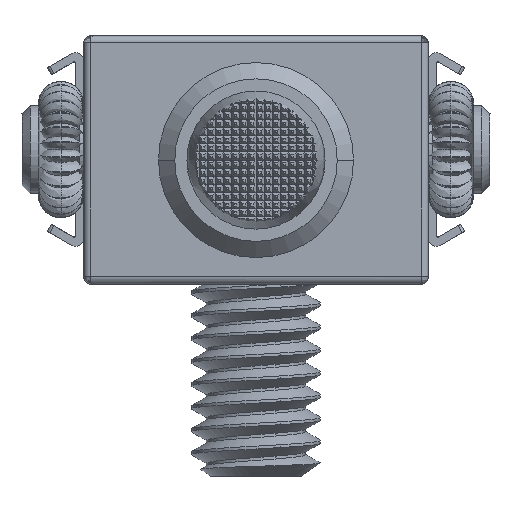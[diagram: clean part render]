
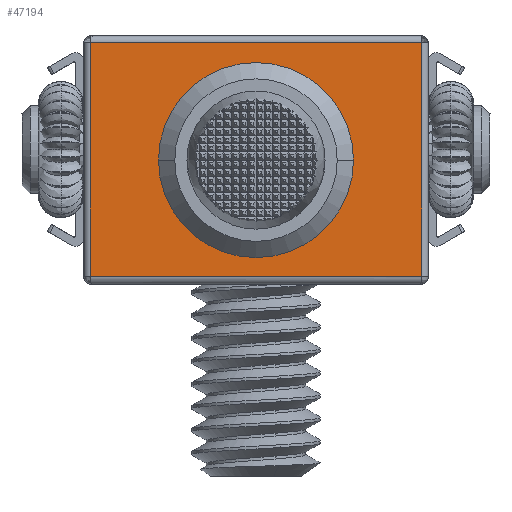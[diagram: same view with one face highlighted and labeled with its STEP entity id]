
A CAD part, left-side view. The second image highlights one B-rep face of the part: STEP entity #47194.
In plain terms, the highlighted planar face has unit normal (-1, 0, 0).
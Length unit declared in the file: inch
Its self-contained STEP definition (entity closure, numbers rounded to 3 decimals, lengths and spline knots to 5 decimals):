
#937 = VECTOR ( 'NONE', #19008, 39.37008 ) ;
#1467 = PLANE ( 'NONE',  #32768 ) ;
#1597 = DIRECTION ( 'NONE',  ( 0., 0., 1. ) ) ;
#1823 = DIRECTION ( 'NONE',  ( 0., 1., 0. ) ) ;
#2115 = DIRECTION ( 'NONE',  ( 0., -1., 0. ) ) ;
#3327 = EDGE_CURVE ( 'NONE', #52661, #53246, #30825, .T. ) ;
#5536 = ORIENTED_EDGE ( 'NONE', *, *, #32053, .F. ) ;
#6069 = DIRECTION ( 'NONE',  ( 0., 0., 1. ) ) ;
#6105 = CARTESIAN_POINT ( 'NONE',  ( -0.31102, -0.40157, -0.2815 ) ) ;
#7104 = ORIENTED_EDGE ( 'NONE', *, *, #42744, .F. ) ;
#10335 = ORIENTED_EDGE ( 'NONE', *, *, #54546, .T. ) ;
#10467 = CARTESIAN_POINT ( 'NONE',  ( -0.31102, -0.40157, 0.28543 ) ) ;
#10928 = DIRECTION ( 'NONE',  ( -1., 0., 0. ) ) ;
#11025 = CARTESIAN_POINT ( 'NONE',  ( -0.31102, 0., 0.23622 ) ) ;
#11437 = LINE ( 'NONE', #23397, #46733 ) ;
#12083 = AXIS2_PLACEMENT_3D ( 'NONE', #38581, #10928, #43148 ) ;
#13644 = VECTOR ( 'NONE', #2115, 39.37008 ) ;
#14627 = LINE ( 'NONE', #37369, #937 ) ;
#15563 = LINE ( 'NONE', #30027, #40075 ) ;
#18827 = ORIENTED_EDGE ( 'NONE', *, *, #44176, .F. ) ;
#18865 = ORIENTED_EDGE ( 'NONE', *, *, #33393, .F. ) ;
#19008 = DIRECTION ( 'NONE',  ( 0., 0., 1. ) ) ;
#20882 = ORIENTED_EDGE ( 'NONE', *, *, #3327, .F. ) ;
#23397 = CARTESIAN_POINT ( 'NONE',  ( -0.31102, 0.40157, 0. ) ) ;
#27922 = CIRCLE ( 'NONE', #12083, 0.23622 ) ;
#28056 = DIRECTION ( 'NONE',  ( 0., 0., 1. ) ) ;
#29225 = DIRECTION ( 'NONE',  ( -1., 0., 0. ) ) ;
#29705 = CARTESIAN_POINT ( 'NONE',  ( -0.31102, 0., 0.28543 ) ) ;
#30027 = CARTESIAN_POINT ( 'NONE',  ( -0.31102, 0., -0.2815 ) ) ;
#30825 = CIRCLE ( 'NONE', #52349, 0.23622 ) ;
#31486 = EDGE_LOOP ( 'NONE', ( #20882, #18865 ) ) ;
#32053 = EDGE_CURVE ( 'NONE', #35326, #45482, #38182, .T. ) ;
#32768 = AXIS2_PLACEMENT_3D ( 'NONE', #56491, #47147, #6069 ) ;
#33393 = EDGE_CURVE ( 'NONE', #53246, #52661, #27922, .T. ) ;
#34136 = CARTESIAN_POINT ( 'NONE',  ( -0.31102, 0., -0.23622 ) ) ;
#35326 = VERTEX_POINT ( 'NONE', #44182 ) ;
#37369 = CARTESIAN_POINT ( 'NONE',  ( -0.31102, -0.40157, 0.00197 ) ) ;
#37688 = VERTEX_POINT ( 'NONE', #6105 ) ;
#38182 = LINE ( 'NONE', #29705, #13644 ) ;
#38581 = CARTESIAN_POINT ( 'NONE',  ( -0.31102, 0., 0. ) ) ;
#39325 = VERTEX_POINT ( 'NONE', #58096 ) ;
#40075 = VECTOR ( 'NONE', #1823, 39.37008 ) ;
#40539 = FACE_BOUND ( 'NONE', #31486, .T. ) ;
#42744 = EDGE_CURVE ( 'NONE', #39325, #35326, #11437, .T. ) ;
#43148 = DIRECTION ( 'NONE',  ( 0., 0., 1. ) ) ;
#44176 = EDGE_CURVE ( 'NONE', #37688, #39325, #15563, .T. ) ;
#44182 = CARTESIAN_POINT ( 'NONE',  ( -0.31102, 0.40157, 0.28543 ) ) ;
#45482 = VERTEX_POINT ( 'NONE', #10467 ) ;
#46733 = VECTOR ( 'NONE', #28056, 39.37008 ) ;
#47147 = DIRECTION ( 'NONE',  ( -1., 0., 0. ) ) ;
#47194 = ADVANCED_FACE ( 'NONE', ( #40539, #54068 ), #1467, .T. ) ;
#52349 = AXIS2_PLACEMENT_3D ( 'NONE', #56609, #29225, #1597 ) ;
#52661 = VERTEX_POINT ( 'NONE', #11025 ) ;
#53246 = VERTEX_POINT ( 'NONE', #34136 ) ;
#54068 = FACE_OUTER_BOUND ( 'NONE', #58441, .T. ) ;
#54546 = EDGE_CURVE ( 'NONE', #37688, #45482, #14627, .T. ) ;
#56491 = CARTESIAN_POINT ( 'NONE',  ( -0.31102, 0., 0. ) ) ;
#56609 = CARTESIAN_POINT ( 'NONE',  ( -0.31102, 0., 0. ) ) ;
#58096 = CARTESIAN_POINT ( 'NONE',  ( -0.31102, 0.40157, -0.2815 ) ) ;
#58441 = EDGE_LOOP ( 'NONE', ( #10335, #5536, #7104, #18827 ) ) ;
